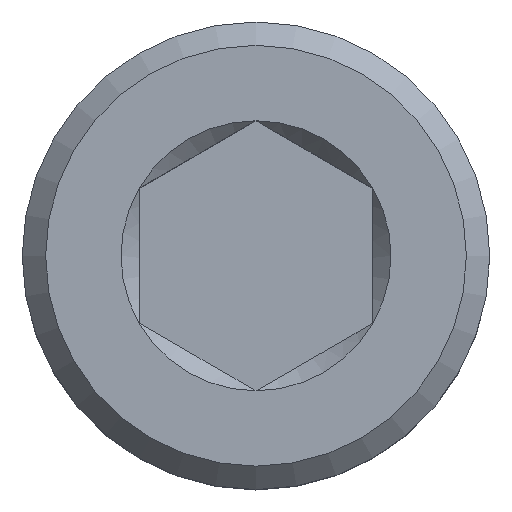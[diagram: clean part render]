
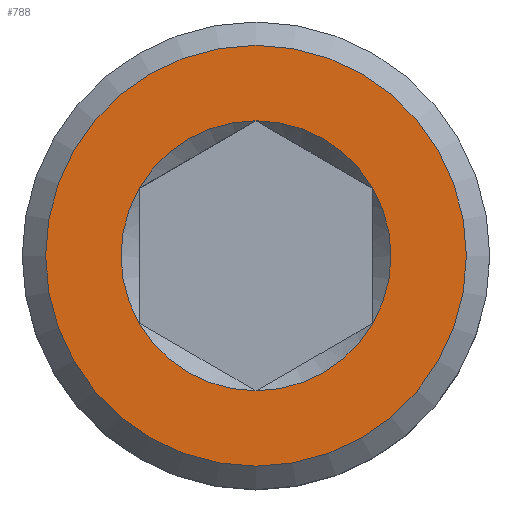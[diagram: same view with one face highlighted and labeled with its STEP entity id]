
A CAD part, top view. The second image highlights one B-rep face of the part: STEP entity #788.
In plain terms, the highlighted planar face has unit normal (0, 0, 1).
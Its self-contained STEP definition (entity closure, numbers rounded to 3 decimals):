
#15=FACE_BOUND('',#127,.T.);
#18=PLANE('',#859);
#78=FACE_OUTER_BOUND('',#126,.T.);
#126=EDGE_LOOP('',(#675));
#127=EDGE_LOOP('',(#676,#677,#678,#679,#680,#681));
#148=CIRCLE('',#848,4.5);
#149=CIRCLE('',#850,2.887);
#153=CIRCLE('',#860,2.887);
#154=CIRCLE('',#861,2.887);
#155=CIRCLE('',#862,2.887);
#156=CIRCLE('',#863,2.887);
#157=CIRCLE('',#864,2.887);
#351=VERTEX_POINT('',#2826);
#352=VERTEX_POINT('',#2830);
#353=VERTEX_POINT('',#2831);
#360=VERTEX_POINT('',#3697);
#361=VERTEX_POINT('',#3699);
#362=VERTEX_POINT('',#3701);
#363=VERTEX_POINT('',#3703);
#450=EDGE_CURVE('',#351,#351,#148,.T.);
#452=EDGE_CURVE('',#352,#353,#149,.T.);
#467=EDGE_CURVE('',#353,#360,#153,.T.);
#468=EDGE_CURVE('',#361,#352,#154,.T.);
#469=EDGE_CURVE('',#362,#361,#155,.T.);
#470=EDGE_CURVE('',#363,#362,#156,.T.);
#471=EDGE_CURVE('',#360,#363,#157,.T.);
#675=ORIENTED_EDGE('',*,*,#450,.T.);
#676=ORIENTED_EDGE('',*,*,#467,.F.);
#677=ORIENTED_EDGE('',*,*,#452,.F.);
#678=ORIENTED_EDGE('',*,*,#468,.F.);
#679=ORIENTED_EDGE('',*,*,#469,.F.);
#680=ORIENTED_EDGE('',*,*,#470,.F.);
#681=ORIENTED_EDGE('',*,*,#471,.F.);
#788=ADVANCED_FACE('',(#78,#15),#18,.T.);
#848=AXIS2_PLACEMENT_3D('',#2828,#970,#971);
#850=AXIS2_PLACEMENT_3D('',#2835,#974,#975);
#859=AXIS2_PLACEMENT_3D('',#3696,#994,#995);
#860=AXIS2_PLACEMENT_3D('',#3698,#996,#997);
#861=AXIS2_PLACEMENT_3D('',#3700,#998,#999);
#862=AXIS2_PLACEMENT_3D('',#3702,#1000,#1001);
#863=AXIS2_PLACEMENT_3D('',#3704,#1002,#1003);
#864=AXIS2_PLACEMENT_3D('',#3705,#1004,#1005);
#970=DIRECTION('center_axis',(0.,0.,
1.));
#971=DIRECTION('ref_axis',(-1.,0.,0.));
#974=DIRECTION('center_axis',(0.,0.,
1.));
#975=DIRECTION('ref_axis',(-1.,0.,0.));
#994=DIRECTION('center_axis',(0.,0.,
1.));
#995=DIRECTION('ref_axis',(-1.,0.,0.));
#996=DIRECTION('center_axis',(0.,0.,
1.));
#997=DIRECTION('ref_axis',(-1.,0.,0.));
#998=DIRECTION('center_axis',(0.,0.,
1.));
#999=DIRECTION('ref_axis',(-1.,0.,0.));
#1000=DIRECTION('center_axis',(0.,0.,
1.));
#1001=DIRECTION('ref_axis',(-1.,0.,0.));
#1002=DIRECTION('center_axis',(0.,0.,
1.));
#1003=DIRECTION('ref_axis',(-1.,0.,0.));
#1004=DIRECTION('center_axis',(0.,0.,
1.));
#1005=DIRECTION('ref_axis',(-1.,0.,0.));
#2826=CARTESIAN_POINT('',(-4.5,0.177,0.056));
#2828=CARTESIAN_POINT('Origin',(0.,0.177,
0.056));
#2830=CARTESIAN_POINT('',(-2.5,1.621,0.056));
#2831=CARTESIAN_POINT('',(-2.5,-1.266,0.056));
#2835=CARTESIAN_POINT('Origin',(0.,0.177,
0.056));
#3696=CARTESIAN_POINT('Origin',(0.,0.177,
0.056));
#3697=CARTESIAN_POINT('',(0.,-2.709,0.056));
#3698=CARTESIAN_POINT('Origin',(0.,0.177,
0.056));
#3699=CARTESIAN_POINT('',(0.,3.064,0.056));
#3700=CARTESIAN_POINT('Origin',(0.,0.177,
0.056));
#3701=CARTESIAN_POINT('',(2.5,1.621,0.056));
#3702=CARTESIAN_POINT('Origin',(0.,0.177,
0.056));
#3703=CARTESIAN_POINT('',(2.5,-1.266,0.056));
#3704=CARTESIAN_POINT('Origin',(0.,0.177,
0.056));
#3705=CARTESIAN_POINT('Origin',(0.,0.177,
0.056));
